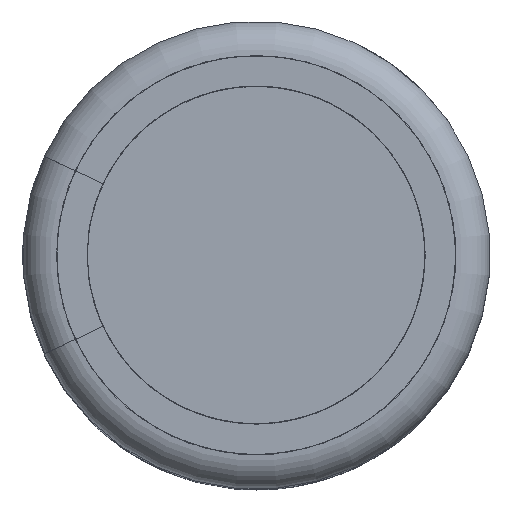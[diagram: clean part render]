
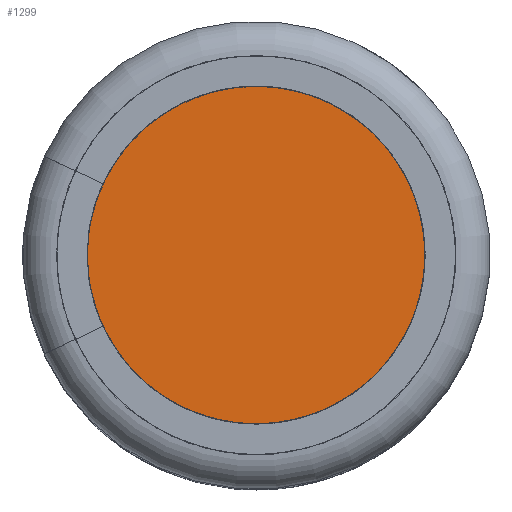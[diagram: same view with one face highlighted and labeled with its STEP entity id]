
A CAD part, top view. The second image highlights one B-rep face of the part: STEP entity #1299.
In plain terms, the highlighted planar face has unit normal (0, 0, 1).
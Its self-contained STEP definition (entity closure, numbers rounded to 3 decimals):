
#1299 = ADVANCED_FACE( '', ( #2808 ), #2809, .T. );
#2808 = FACE_OUTER_BOUND( '', #7660, .T. );
#2809 = PLANE( '', #7661 );
#7660 = EDGE_LOOP( '', ( #12519 ) );
#7661 = AXIS2_PLACEMENT_3D( '', #12520, #12521, #12522 );
#12519 = ORIENTED_EDGE( '', *, *, #14833, .F. );
#12520 = CARTESIAN_POINT( '', ( -3.413, 0., 11.28 ) );
#12521 = DIRECTION( '', ( 0., 0., 1. ) );
#12522 = DIRECTION( '', ( 1., 0., 0. ) );
#14833 = EDGE_CURVE( '', #17375, #17375, #17376, .T. );
#17375 = VERTEX_POINT( '', #23268 );
#17376 = CIRCLE( '', #23269, 3.413 );
#23268 = CARTESIAN_POINT( '', ( -3.413, 0., 11.28 ) );
#23269 = AXIS2_PLACEMENT_3D( '', #25348, #25349, #25350 );
#25348 = CARTESIAN_POINT( '', ( 0., 0., 11.28 ) );
#25349 = DIRECTION( '', ( 0., 0., -1. ) );
#25350 = DIRECTION( '', ( -1., 0., 0. ) );
